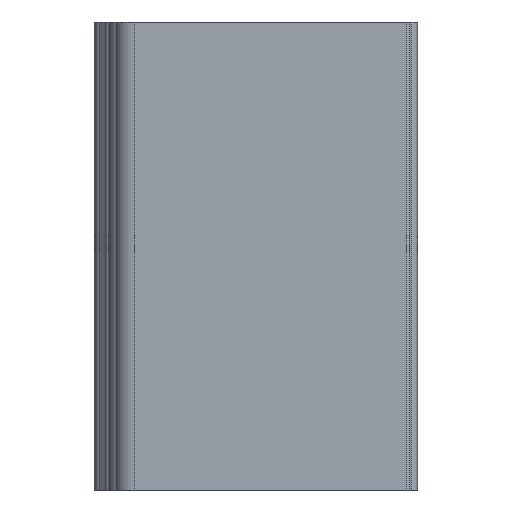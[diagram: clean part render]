
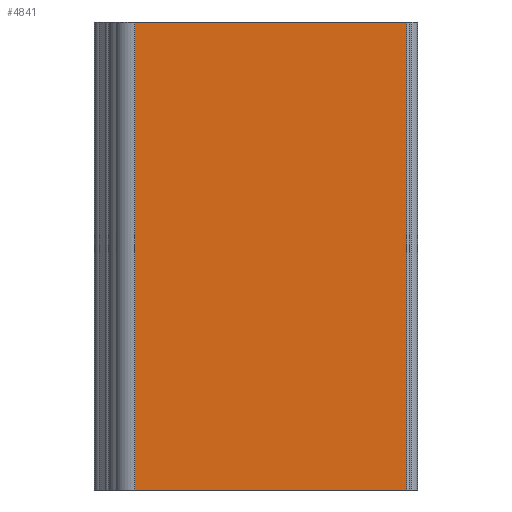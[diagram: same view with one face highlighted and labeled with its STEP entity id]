
A CAD part, front view. The second image highlights one B-rep face of the part: STEP entity #4841.
In plain terms, the highlighted planar face has unit normal (0, -1, 0).
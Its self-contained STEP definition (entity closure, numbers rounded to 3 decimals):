
#44 = PLANE('',#45);
#45 = AXIS2_PLACEMENT_3D('',#46,#47,#48);
#46 = CARTESIAN_POINT('',(-5.494,-0.25,-0.25));
#47 = DIRECTION('',(0.,0.,1.));
#48 = DIRECTION('',(1.,0.,0.));
#100 = PLANE('',#101);
#101 = AXIS2_PLACEMENT_3D('',#102,#103,#104);
#102 = CARTESIAN_POINT('',(-5.494,-0.25,-42.75));
#103 = DIRECTION('',(0.,0.,1.));
#104 = DIRECTION('',(1.,0.,0.));
#4726 = CYLINDRICAL_SURFACE('',#4727,0.3);
#4727 = AXIS2_PLACEMENT_3D('',#4728,#4729,#4730);
#4728 = CARTESIAN_POINT('',(13.675,-52.2,-42.75));
#4729 = DIRECTION('',(0.,0.,1.));
#4730 = DIRECTION('',(1.,0.,0.));
#4764 = VERTEX_POINT('',#4765);
#4765 = CARTESIAN_POINT('',(13.675,-52.5,-0.25));
#4791 = EDGE_CURVE('',#4792,#4764,#4794,.T.);
#4792 = VERTEX_POINT('',#4793);
#4793 = CARTESIAN_POINT('',(13.675,-52.5,-42.75));
#4794 = SURFACE_CURVE('',#4795,(#4799,#4806),.PCURVE_S1.);
#4795 = LINE('',#4796,#4797);
#4796 = CARTESIAN_POINT('',(13.675,-52.5,-42.75));
#4797 = VECTOR('',#4798,1.);
#4798 = DIRECTION('',(0.,0.,1.));
#4799 = PCURVE('',#4726,#4800);
#4800 = DEFINITIONAL_REPRESENTATION('',(#4801),#4805);
#4801 = LINE('',#4802,#4803);
#4802 = CARTESIAN_POINT('',(4.712,0.));
#4803 = VECTOR('',#4804,1.);
#4804 = DIRECTION('',(0.,1.));
#4805 = ( GEOMETRIC_REPRESENTATION_CONTEXT(2) 
PARAMETRIC_REPRESENTATION_CONTEXT() REPRESENTATION_CONTEXT('2D SPACE',''
  ) );
#4806 = PCURVE('',#4807,#4812);
#4807 = PLANE('',#4808);
#4808 = AXIS2_PLACEMENT_3D('',#4809,#4810,#4811);
#4809 = CARTESIAN_POINT('',(13.675,-52.5,-42.75));
#4810 = DIRECTION('',(0.,-1.,0.));
#4811 = DIRECTION('',(0.,0.,-1.));
#4812 = DEFINITIONAL_REPRESENTATION('',(#4813),#4817);
#4813 = LINE('',#4814,#4815);
#4814 = CARTESIAN_POINT('',(0.,0.));
#4815 = VECTOR('',#4816,1.);
#4816 = DIRECTION('',(-1.,0.));
#4817 = ( GEOMETRIC_REPRESENTATION_CONTEXT(2) 
PARAMETRIC_REPRESENTATION_CONTEXT() REPRESENTATION_CONTEXT('2D SPACE',''
  ) );
#4841 = ADVANCED_FACE('',(#4842),#4807,.T.);
#4842 = FACE_BOUND('',#4843,.T.);
#4843 = EDGE_LOOP('',(#4844,#4867,#4895,#4916));
#4844 = ORIENTED_EDGE('',*,*,#4845,.T.);
#4845 = EDGE_CURVE('',#4764,#4846,#4848,.T.);
#4846 = VERTEX_POINT('',#4847);
#4847 = CARTESIAN_POINT('',(-11.031,-52.5,-0.25));
#4848 = SURFACE_CURVE('',#4849,(#4853,#4860),.PCURVE_S1.);
#4849 = LINE('',#4850,#4851);
#4850 = CARTESIAN_POINT('',(13.675,-52.5,-0.25));
#4851 = VECTOR('',#4852,1.);
#4852 = DIRECTION('',(-1.,0.,0.));
#4853 = PCURVE('',#4807,#4854);
#4854 = DEFINITIONAL_REPRESENTATION('',(#4855),#4859);
#4855 = LINE('',#4856,#4857);
#4856 = CARTESIAN_POINT('',(-42.5,0.));
#4857 = VECTOR('',#4858,1.);
#4858 = DIRECTION('',(0.,-1.));
#4859 = ( GEOMETRIC_REPRESENTATION_CONTEXT(2) 
PARAMETRIC_REPRESENTATION_CONTEXT() REPRESENTATION_CONTEXT('2D SPACE',''
  ) );
#4860 = PCURVE('',#44,#4861);
#4861 = DEFINITIONAL_REPRESENTATION('',(#4862),#4866);
#4862 = LINE('',#4863,#4864);
#4863 = CARTESIAN_POINT('',(19.169,-52.25));
#4864 = VECTOR('',#4865,1.);
#4865 = DIRECTION('',(-1.,0.));
#4866 = ( GEOMETRIC_REPRESENTATION_CONTEXT(2) 
PARAMETRIC_REPRESENTATION_CONTEXT() REPRESENTATION_CONTEXT('2D SPACE',''
  ) );
#4867 = ORIENTED_EDGE('',*,*,#4868,.F.);
#4868 = EDGE_CURVE('',#4869,#4846,#4871,.T.);
#4869 = VERTEX_POINT('',#4870);
#4870 = CARTESIAN_POINT('',(-11.031,-52.5,-42.75));
#4871 = SURFACE_CURVE('',#4872,(#4876,#4883),.PCURVE_S1.);
#4872 = LINE('',#4873,#4874);
#4873 = CARTESIAN_POINT('',(-11.031,-52.5,-42.75));
#4874 = VECTOR('',#4875,1.);
#4875 = DIRECTION('',(0.,0.,1.));
#4876 = PCURVE('',#4807,#4877);
#4877 = DEFINITIONAL_REPRESENTATION('',(#4878),#4882);
#4878 = LINE('',#4879,#4880);
#4879 = CARTESIAN_POINT('',(0.,-24.706));
#4880 = VECTOR('',#4881,1.);
#4881 = DIRECTION('',(-1.,0.));
#4882 = ( GEOMETRIC_REPRESENTATION_CONTEXT(2) 
PARAMETRIC_REPRESENTATION_CONTEXT() REPRESENTATION_CONTEXT('2D SPACE',''
  ) );
#4883 = PCURVE('',#4884,#4889);
#4884 = CYLINDRICAL_SURFACE('',#4885,1.8);
#4885 = AXIS2_PLACEMENT_3D('',#4886,#4887,#4888);
#4886 = CARTESIAN_POINT('',(-11.031,-50.7,-42.75));
#4887 = DIRECTION('',(0.,0.,1.));
#4888 = DIRECTION('',(1.,0.,0.));
#4889 = DEFINITIONAL_REPRESENTATION('',(#4890),#4894);
#4890 = LINE('',#4891,#4892);
#4891 = CARTESIAN_POINT('',(4.712,0.));
#4892 = VECTOR('',#4893,1.);
#4893 = DIRECTION('',(0.,1.));
#4894 = ( GEOMETRIC_REPRESENTATION_CONTEXT(2) 
PARAMETRIC_REPRESENTATION_CONTEXT() REPRESENTATION_CONTEXT('2D SPACE',''
  ) );
#4895 = ORIENTED_EDGE('',*,*,#4896,.T.);
#4896 = EDGE_CURVE('',#4869,#4792,#4897,.T.);
#4897 = SURFACE_CURVE('',#4898,(#4902,#4909),.PCURVE_S1.);
#4898 = LINE('',#4899,#4900);
#4899 = CARTESIAN_POINT('',(-11.031,-52.5,-42.75));
#4900 = VECTOR('',#4901,1.);
#4901 = DIRECTION('',(1.,0.,0.));
#4902 = PCURVE('',#4807,#4903);
#4903 = DEFINITIONAL_REPRESENTATION('',(#4904),#4908);
#4904 = LINE('',#4905,#4906);
#4905 = CARTESIAN_POINT('',(0.,-24.706));
#4906 = VECTOR('',#4907,1.);
#4907 = DIRECTION('',(0.,1.));
#4908 = ( GEOMETRIC_REPRESENTATION_CONTEXT(2) 
PARAMETRIC_REPRESENTATION_CONTEXT() REPRESENTATION_CONTEXT('2D SPACE',''
  ) );
#4909 = PCURVE('',#100,#4910);
#4910 = DEFINITIONAL_REPRESENTATION('',(#4911),#4915);
#4911 = LINE('',#4912,#4913);
#4912 = CARTESIAN_POINT('',(-5.537,-52.25));
#4913 = VECTOR('',#4914,1.);
#4914 = DIRECTION('',(1.,0.));
#4915 = ( GEOMETRIC_REPRESENTATION_CONTEXT(2) 
PARAMETRIC_REPRESENTATION_CONTEXT() REPRESENTATION_CONTEXT('2D SPACE',''
  ) );
#4916 = ORIENTED_EDGE('',*,*,#4791,.T.);
